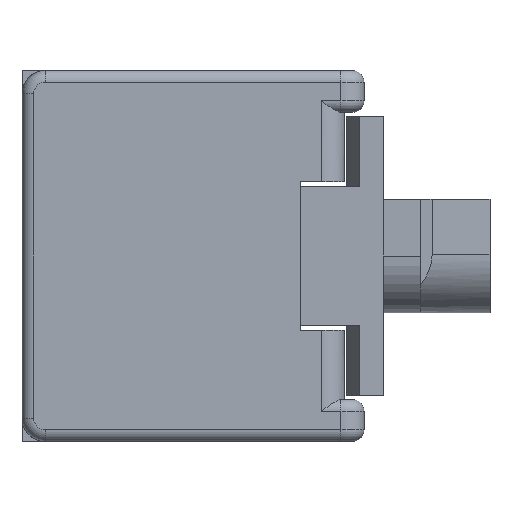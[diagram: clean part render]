
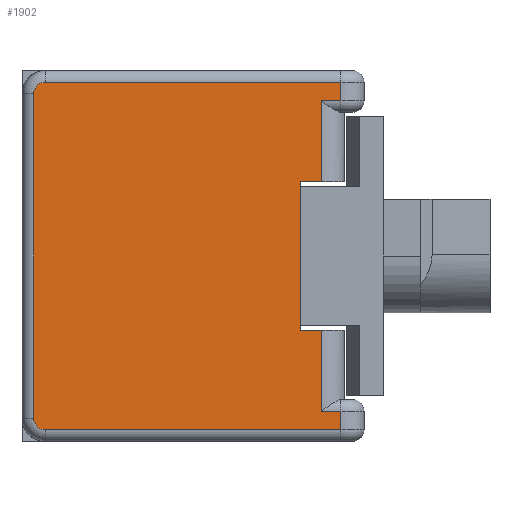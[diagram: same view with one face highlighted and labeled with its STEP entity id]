
A CAD part, left-side view. The second image highlights one B-rep face of the part: STEP entity #1902.
In plain terms, the highlighted planar face has unit normal (-1, 0, 0).
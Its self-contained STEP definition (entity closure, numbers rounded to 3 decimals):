
#74 = ORIENTED_EDGE ( 'NONE', *, *, #913, .T. ) ;
#99 = VERTEX_POINT ( 'NONE', #1428 ) ;
#104 = LINE ( 'NONE', #4335, #1208 ) ;
#207 = EDGE_CURVE ( 'NONE', #768, #4501, #6005, .T. ) ;
#208 = VECTOR ( 'NONE', #5384, 1000. ) ;
#286 = EDGE_CURVE ( 'NONE', #4501, #4634, #4741, .T. ) ;
#408 = AXIS2_PLACEMENT_3D ( 'NONE', #1856, #5582, #2796 ) ;
#481 = AXIS2_PLACEMENT_3D ( 'NONE', #3523, #706, #3992 ) ;
#504 = EDGE_CURVE ( 'NONE', #4634, #3894, #1093, .T. ) ;
#550 = VERTEX_POINT ( 'NONE', #4389 ) ;
#630 = EDGE_CURVE ( 'NONE', #3894, #4900, #4088, .T. ) ;
#660 = CARTESIAN_POINT ( 'NONE',  ( 0., -2.09, -14.2 ) ) ;
#706 = DIRECTION ( 'NONE',  ( -1., 0., 0. ) ) ;
#763 = LINE ( 'NONE', #4978, #4340 ) ;
#768 = VERTEX_POINT ( 'NONE', #5873 ) ;
#790 = EDGE_CURVE ( 'NONE', #4900, #1315, #3371, .T. ) ;
#812 = DIRECTION ( 'NONE',  ( 0., 0., -1. ) ) ;
#913 = EDGE_CURVE ( 'NONE', #1315, #99, #2238, .T. ) ;
#979 = DIRECTION ( 'NONE',  ( 0., 0., 1. ) ) ;
#1093 = CIRCLE ( 'NONE', #481, 0.5 ) ;
#1110 = CARTESIAN_POINT ( 'NONE',  ( 0., -1.235, -15.5 ) ) ;
#1208 = VECTOR ( 'NONE', #2966, 1000. ) ;
#1241 = EDGE_CURVE ( 'NONE', #1307, #768, #2810, .T. ) ;
#1279 = LINE ( 'NONE', #1877, #5004 ) ;
#1307 = VERTEX_POINT ( 'NONE', #5747 ) ;
#1309 = DIRECTION ( 'NONE',  ( 0., 0., -1. ) ) ;
#1315 = VERTEX_POINT ( 'NONE', #2971 ) ;
#1428 = CARTESIAN_POINT ( 'NONE',  ( 0., -1.235, -0.5 ) ) ;
#1505 = CARTESIAN_POINT ( 'NONE',  ( 0., -1.235, -14.7 ) ) ;
#1766 = CARTESIAN_POINT ( 'NONE',  ( 0., -1.235, -15.5 ) ) ;
#1800 = CARTESIAN_POINT ( 'NONE',  ( 0., -2.09, -1.3 ) ) ;
#1856 = CARTESIAN_POINT ( 'NONE',  ( 0., -1.235, -16. ) ) ;
#1867 = CARTESIAN_POINT ( 'NONE',  ( 0., -3., -11.2 ) ) ;
#1877 = CARTESIAN_POINT ( 'NONE',  ( 0., 0., -4.8 ) ) ;
#1902 = ADVANCED_FACE ( 'NONE', ( #4012 ), #4625, .T. ) ;
#2018 = VERTEX_POINT ( 'NONE', #3325 ) ;
#2063 = VECTOR ( 'NONE', #5858, 1000. ) ;
#2105 = VECTOR ( 'NONE', #979, 1000. ) ;
#2139 = CARTESIAN_POINT ( 'NONE',  ( 0., -1.235, -16. ) ) ;
#2238 = LINE ( 'NONE', #5793, #3460 ) ;
#2280 = DIRECTION ( 'NONE',  ( 0., -1., 0. ) ) ;
#2286 = CARTESIAN_POINT ( 'NONE',  ( 0., -3., -4.8 ) ) ;
#2339 = ORIENTED_EDGE ( 'NONE', *, *, #5550, .T. ) ;
#2420 = ORIENTED_EDGE ( 'NONE', *, *, #790, .T. ) ;
#2468 = ORIENTED_EDGE ( 'NONE', *, *, #207, .T. ) ;
#2596 = CARTESIAN_POINT ( 'NONE',  ( 0., -14.5, -16. ) ) ;
#2627 = CARTESIAN_POINT ( 'NONE',  ( 0., -14., -1. ) ) ;
#2765 = LINE ( 'NONE', #1800, #5082 ) ;
#2796 = DIRECTION ( 'NONE',  ( 0., -1., 0. ) ) ;
#2810 = LINE ( 'NONE', #1505, #3887 ) ;
#2817 = ORIENTED_EDGE ( 'NONE', *, *, #5462, .T. ) ;
#2911 = VECTOR ( 'NONE', #1309, 1000. ) ;
#2966 = DIRECTION ( 'NONE',  ( 0., -1., 0. ) ) ;
#2971 = CARTESIAN_POINT ( 'NONE',  ( 0., -14., -0.5 ) ) ;
#3097 = DIRECTION ( 'NONE',  ( 0., -1., 0. ) ) ;
#3298 = CARTESIAN_POINT ( 'NONE',  ( 0., -14., -15.5 ) ) ;
#3308 = ORIENTED_EDGE ( 'NONE', *, *, #5472, .T. ) ;
#3325 = CARTESIAN_POINT ( 'NONE',  ( 0., -2.09, -11.2 ) ) ;
#3333 = VERTEX_POINT ( 'NONE', #2286 ) ;
#3371 = CIRCLE ( 'NONE', #4627, 0.5 ) ;
#3415 = ORIENTED_EDGE ( 'NONE', *, *, #1241, .T. ) ;
#3417 = VERTEX_POINT ( 'NONE', #1867 ) ;
#3439 = DIRECTION ( 'NONE',  ( 0., 1., 0. ) ) ;
#3440 = ORIENTED_EDGE ( 'NONE', *, *, #630, .T. ) ;
#3460 = VECTOR ( 'NONE', #3439, 1000. ) ;
#3523 = CARTESIAN_POINT ( 'NONE',  ( 0., -14., -15. ) ) ;
#3705 = ORIENTED_EDGE ( 'NONE', *, *, #5746, .F. ) ;
#3708 = CARTESIAN_POINT ( 'NONE',  ( 0., -1.235, -1.3 ) ) ;
#3783 = CARTESIAN_POINT ( 'NONE',  ( 0., -3., -4.8 ) ) ;
#3848 = DIRECTION ( 'NONE',  ( 0., 1., 0. ) ) ;
#3887 = VECTOR ( 'NONE', #3848, 1000. ) ;
#3894 = VERTEX_POINT ( 'NONE', #5174 ) ;
#3906 = DIRECTION ( 'NONE',  ( 0., -1., 0. ) ) ;
#3940 = CARTESIAN_POINT ( 'NONE',  ( 0., -2.09, -1.3 ) ) ;
#3970 = ORIENTED_EDGE ( 'NONE', *, *, #5662, .F. ) ;
#3992 = DIRECTION ( 'NONE',  ( 0., -1., 0. ) ) ;
#4012 = FACE_OUTER_BOUND ( 'NONE', #5448, .T. ) ;
#4088 = LINE ( 'NONE', #2596, #2063 ) ;
#4188 = DIRECTION ( 'NONE',  ( 0., 1., 0. ) ) ;
#4335 = CARTESIAN_POINT ( 'NONE',  ( 0., 0., -11.2 ) ) ;
#4340 = VECTOR ( 'NONE', #812, 1000. ) ;
#4375 = ORIENTED_EDGE ( 'NONE', *, *, #286, .T. ) ;
#4389 = CARTESIAN_POINT ( 'NONE',  ( 0., -2.09, -4.8 ) ) ;
#4480 = LINE ( 'NONE', #660, #5742 ) ;
#4501 = VERTEX_POINT ( 'NONE', #1766 ) ;
#4553 = LINE ( 'NONE', #3783, #2105 ) ;
#4570 = CARTESIAN_POINT ( 'NONE',  ( 0., -1.235, -16. ) ) ;
#4625 = PLANE ( 'NONE',  #408 ) ;
#4627 = AXIS2_PLACEMENT_3D ( 'NONE', #2627, #5889, #3097 ) ;
#4634 = VERTEX_POINT ( 'NONE', #3298 ) ;
#4741 = LINE ( 'NONE', #1110, #5706 ) ;
#4900 = VERTEX_POINT ( 'NONE', #4925 ) ;
#4925 = CARTESIAN_POINT ( 'NONE',  ( 0., -14.5, -1. ) ) ;
#4978 = CARTESIAN_POINT ( 'NONE',  ( 0., -2.09, -4.8 ) ) ;
#5004 = VECTOR ( 'NONE', #4188, 1000. ) ;
#5067 = ORIENTED_EDGE ( 'NONE', *, *, #5871, .F. ) ;
#5082 = VECTOR ( 'NONE', #2280, 1000. ) ;
#5121 = ORIENTED_EDGE ( 'NONE', *, *, #504, .T. ) ;
#5174 = CARTESIAN_POINT ( 'NONE',  ( 0., -14.5, -15. ) ) ;
#5236 = LINE ( 'NONE', #4570, #2911 ) ;
#5328 = DIRECTION ( 'NONE',  ( 0., 0., -1. ) ) ;
#5384 = DIRECTION ( 'NONE',  ( 0., 0., -1. ) ) ;
#5448 = EDGE_LOOP ( 'NONE', ( #2817, #3308, #2339, #3970, #3705, #5067, #5608, #3415, #2468, #4375, #5121, #3440, #2420, #74 ) ) ;
#5462 = EDGE_CURVE ( 'NONE', #99, #5640, #5236, .T. ) ;
#5472 = EDGE_CURVE ( 'NONE', #5640, #5968, #2765, .T. ) ;
#5550 = EDGE_CURVE ( 'NONE', #5968, #550, #763, .T. ) ;
#5582 = DIRECTION ( 'NONE',  ( -1., 0., 0. ) ) ;
#5608 = ORIENTED_EDGE ( 'NONE', *, *, #5971, .T. ) ;
#5640 = VERTEX_POINT ( 'NONE', #3708 ) ;
#5662 = EDGE_CURVE ( 'NONE', #3333, #550, #1279, .T. ) ;
#5706 = VECTOR ( 'NONE', #3906, 1000. ) ;
#5742 = VECTOR ( 'NONE', #5328, 1000. ) ;
#5746 = EDGE_CURVE ( 'NONE', #3417, #3333, #4553, .T. ) ;
#5747 = CARTESIAN_POINT ( 'NONE',  ( 0., -2.09, -14.7 ) ) ;
#5793 = CARTESIAN_POINT ( 'NONE',  ( 0., -1.235, -0.5 ) ) ;
#5858 = DIRECTION ( 'NONE',  ( 0., 0., 1. ) ) ;
#5871 = EDGE_CURVE ( 'NONE', #2018, #3417, #104, .T. ) ;
#5873 = CARTESIAN_POINT ( 'NONE',  ( 0., -1.235, -14.7 ) ) ;
#5889 = DIRECTION ( 'NONE',  ( -1., 0., 0. ) ) ;
#5968 = VERTEX_POINT ( 'NONE', #3940 ) ;
#5971 = EDGE_CURVE ( 'NONE', #2018, #1307, #4480, .T. ) ;
#6005 = LINE ( 'NONE', #2139, #208 ) ;
